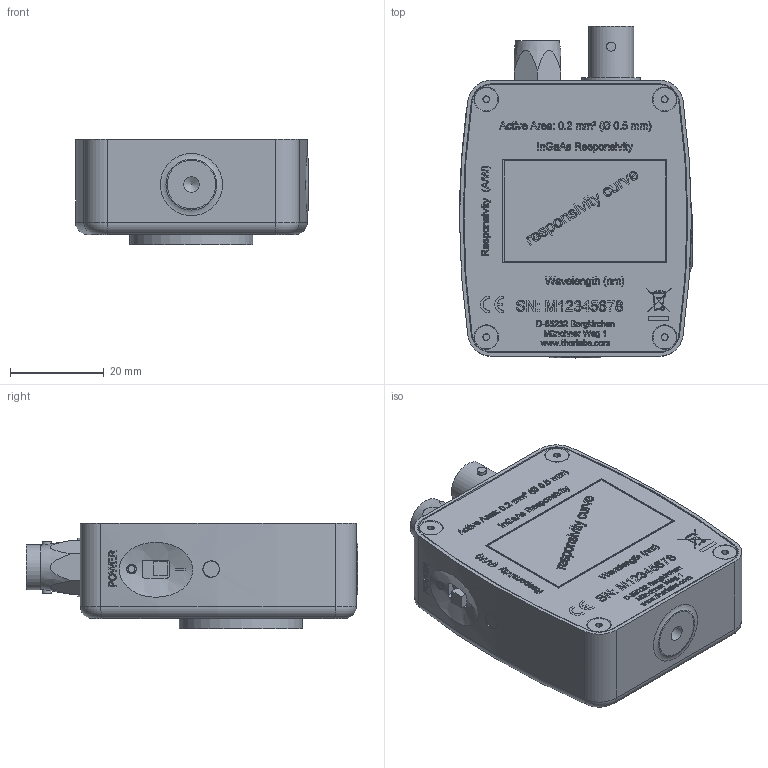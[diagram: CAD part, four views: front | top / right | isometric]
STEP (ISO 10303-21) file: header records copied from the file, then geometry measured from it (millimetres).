
FILE_DESCRIPTION (( 'STEP AP214' ), '1' );
FILE_NAME ('21.11.02_PDF10C2.STEP', '2021-11-02T17:25:40', ( '' ), ( '' ), 'SwSTEP 2.0', 'SolidWorks 2019', '' );
FILE_SCHEMA (( 'AUTOMOTIVE_DESIGN' ));
Length unit declared in the file: millimetre
Products named in the file (1): 21.11.02_PDF10C2
Bounding box: 49.77 x 70.9 x 22.48 mm (x, y, z)
Surface area: 23682.9 mm2 (no closed solid volume)
Topology: 0 solids, 71 shells, 4127 faces, 10804 edges, 7136 vertices
Faces by surface type: plane 2327, bspline 1479, cylinder 192, cone 95, torus 34
Full cylindrical faces by diameter (mm): 0.381 x1, 0.432 x5, 0.635 x1, 1 x6, 1.016 x5, 1.1 x1, 1.27 x2, 1.778 x7, 1.93 x2, 2.032 x1, 2.3 x1, 2.4 x1, 2.921 x1, 2.94 x1, 3 x1, 3.175 x1, 3.3 x2, 3.5 x1, 3.556 x1, 4 x1, 4.039 x1, 4.597 x1, 4.75 x1, 4.8 x1, 5.004 x4, 5.359 x1, 6 x2, 6.858 x1, 8 x1, 8.25 x1
Entity records: 243361 total; most frequent: CARTESIAN_POINT 106725, ORIENTED_EDGE 21260, DIRECTION 13295, EDGE_CURVE 10634, VERTEX_POINT 7094, LINE 7019, VECTOR 7019, EDGE_LOOP 4634
